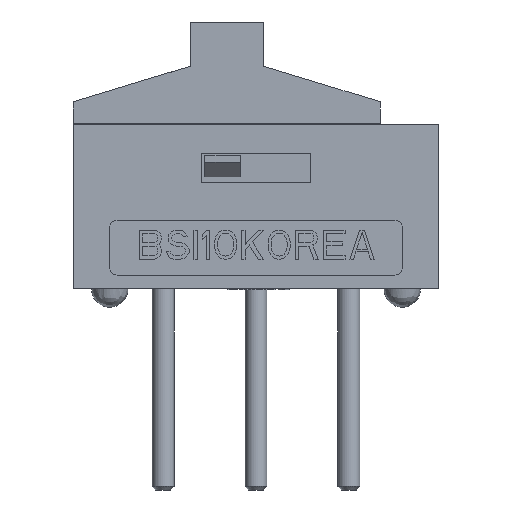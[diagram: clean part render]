
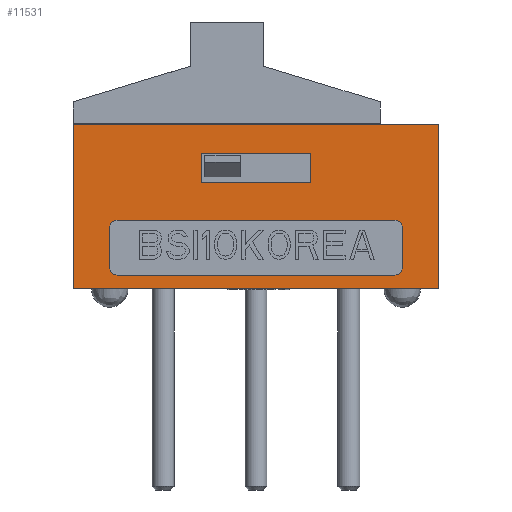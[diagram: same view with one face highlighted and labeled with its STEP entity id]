
A CAD part, front view. The second image highlights one B-rep face of the part: STEP entity #11531.
In plain terms, the highlighted planar face has unit normal (0, -1, 0).
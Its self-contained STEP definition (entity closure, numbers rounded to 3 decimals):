
#73 = VECTOR ( 'NONE', #4140, 1000. ) ;
#250 = LINE ( 'NONE', #7313, #9570 ) ;
#320 = ORIENTED_EDGE ( 'NONE', *, *, #6191, .F. ) ;
#361 = ORIENTED_EDGE ( 'NONE', *, *, #11751, .T. ) ;
#375 = FACE_BOUND ( 'NONE', #1252, .T. ) ;
#394 = CARTESIAN_POINT ( 'NONE',  ( 14.2, -13.95, 5. ) ) ;
#445 = ORIENTED_EDGE ( 'NONE', *, *, #6964, .T. ) ;
#478 = ORIENTED_EDGE ( 'NONE', *, *, #11898, .T. ) ;
#740 = ORIENTED_EDGE ( 'NONE', *, *, #10421, .T. ) ;
#869 = DIRECTION ( 'NONE',  ( 0., 0., 1. ) ) ;
#1046 = VECTOR ( 'NONE', #3360, 1000. ) ;
#1140 = VERTEX_POINT ( 'NONE', #16193 ) ;
#1252 = EDGE_LOOP ( 'NONE', ( #740, #10969, #478, #4656 ) ) ;
#1388 = VERTEX_POINT ( 'NONE', #16932 ) ;
#1476 = ORIENTED_EDGE ( 'NONE', *, *, #9804, .T. ) ;
#1960 = VERTEX_POINT ( 'NONE', #7381 ) ;
#2246 = VECTOR ( 'NONE', #12893, 1000. ) ;
#2505 = CARTESIAN_POINT ( 'NONE',  ( 8.9, -13.95, 3.78 ) ) ;
#2722 = DIRECTION ( 'NONE',  ( 0., 0., -1. ) ) ;
#2794 = LINE ( 'NONE', #6080, #4038 ) ;
#2824 = ORIENTED_EDGE ( 'NONE', *, *, #13041, .T. ) ;
#3139 = FACE_BOUND ( 'NONE', #8816, .T. ) ;
#3256 = VERTEX_POINT ( 'NONE', #20607 ) ;
#3281 = EDGE_CURVE ( 'NONE', #11721, #13625, #3969, .T. ) ;
#3360 = DIRECTION ( 'NONE',  ( 1., 0., 0. ) ) ;
#3593 = VERTEX_POINT ( 'NONE', #8644 ) ;
#3766 = VERTEX_POINT ( 'NONE', #20516 ) ;
#3852 = VECTOR ( 'NONE', #12841, 1000. ) ;
#3884 = LINE ( 'NONE', #10031, #20635 ) ;
#3969 = LINE ( 'NONE', #16108, #9276 ) ;
#4038 = VECTOR ( 'NONE', #2722, 1000. ) ;
#4063 = LINE ( 'NONE', #5016, #1046 ) ;
#4140 = DIRECTION ( 'NONE',  ( -1., 0., 0. ) ) ;
#4206 = CARTESIAN_POINT ( 'NONE',  ( 7.7, -13.95, 2.48 ) ) ;
#4598 = CIRCLE ( 'NONE', #12231, 0.2 ) ;
#4656 = ORIENTED_EDGE ( 'NONE', *, *, #19834, .T. ) ;
#4736 = VECTOR ( 'NONE', #11172, 1000. ) ;
#4862 = LINE ( 'NONE', #7900, #12464 ) ;
#5016 = CARTESIAN_POINT ( 'NONE',  ( 12.7, -13.95, 2.1 ) ) ;
#5657 = CIRCLE ( 'NONE', #17531, 0.2 ) ;
#6006 = CARTESIAN_POINT ( 'NONE',  ( 16.7, -13.95, 2.68 ) ) ;
#6013 = ORIENTED_EDGE ( 'NONE', *, *, #16810, .T. ) ;
#6080 = CARTESIAN_POINT ( 'NONE',  ( 16.7, -13.95, 2.1 ) ) ;
#6156 = EDGE_CURVE ( 'NONE', #3256, #10527, #4862, .T. ) ;
#6163 = EDGE_CURVE ( 'NONE', #14565, #1960, #4598, .T. ) ;
#6191 = EDGE_CURVE ( 'NONE', #3593, #11721, #15990, .T. ) ;
#6337 = CARTESIAN_POINT ( 'NONE',  ( 14.2, -13.95, 2.1 ) ) ;
#6626 = DIRECTION ( 'NONE',  ( 0., 1., 0. ) ) ;
#6704 = FACE_OUTER_BOUND ( 'NONE', #11753, .T. ) ;
#6822 = DIRECTION ( 'NONE',  ( 0., 0., 1. ) ) ;
#6964 = EDGE_CURVE ( 'NONE', #11000, #3766, #250, .T. ) ;
#7313 = CARTESIAN_POINT ( 'NONE',  ( 8.7, -13.95, 2.1 ) ) ;
#7381 = CARTESIAN_POINT ( 'NONE',  ( 16.7, -13.95, 3.78 ) ) ;
#7900 = CARTESIAN_POINT ( 'NONE',  ( 11.2, -13.95, 2.1 ) ) ;
#8112 = VERTEX_POINT ( 'NONE', #394 ) ;
#8164 = CARTESIAN_POINT ( 'NONE',  ( 8.9, -13.95, 2.68 ) ) ;
#8299 = DIRECTION ( 'NONE',  ( 0., 0., 1. ) ) ;
#8644 = CARTESIAN_POINT ( 'NONE',  ( 7.7, -13.95, 6.6 ) ) ;
#8816 = EDGE_LOOP ( 'NONE', ( #2824, #445, #6013, #361, #9313, #1476, #20159, #13246 ) ) ;
#9002 = DIRECTION ( 'NONE',  ( 0., -1., 0. ) ) ;
#9276 = VECTOR ( 'NONE', #14558, 1000. ) ;
#9313 = ORIENTED_EDGE ( 'NONE', *, *, #6163, .T. ) ;
#9570 = VECTOR ( 'NONE', #12328, 1000. ) ;
#9635 = DIRECTION ( 'NONE',  ( 0., 0., 1. ) ) ;
#9804 = EDGE_CURVE ( 'NONE', #1960, #9814, #2794, .T. ) ;
#9814 = VERTEX_POINT ( 'NONE', #6006 ) ;
#9877 = CARTESIAN_POINT ( 'NONE',  ( 11.2, -13.95, 5.8 ) ) ;
#9895 = CARTESIAN_POINT ( 'NONE',  ( 17.7, -13.95, 6.6 ) ) ;
#9907 = CARTESIAN_POINT ( 'NONE',  ( 16.5, -13.95, 3.78 ) ) ;
#9927 = ORIENTED_EDGE ( 'NONE', *, *, #18596, .F. ) ;
#9981 = VERTEX_POINT ( 'NONE', #14815 ) ;
#10031 = CARTESIAN_POINT ( 'NONE',  ( 7.7, -13.95, 5.8 ) ) ;
#10256 = CARTESIAN_POINT ( 'NONE',  ( 16.5, -13.95, 2.68 ) ) ;
#10378 = ORIENTED_EDGE ( 'NONE', *, *, #3281, .F. ) ;
#10418 = AXIS2_PLACEMENT_3D ( 'NONE', #8164, #16317, #19501 ) ;
#10421 = EDGE_CURVE ( 'NONE', #8112, #3256, #16655, .T. ) ;
#10527 = VERTEX_POINT ( 'NONE', #9877 ) ;
#10639 = DIRECTION ( 'NONE',  ( 0., 0., -1. ) ) ;
#10778 = PLANE ( 'NONE',  #20821 ) ;
#10969 = ORIENTED_EDGE ( 'NONE', *, *, #6156, .T. ) ;
#11000 = VERTEX_POINT ( 'NONE', #17598 ) ;
#11172 = DIRECTION ( 'NONE',  ( 0., 0., 1. ) ) ;
#11414 = CARTESIAN_POINT ( 'NONE',  ( 7.7, -13.95, 3.98 ) ) ;
#11531 = ADVANCED_FACE ( 'NONE', ( #375, #3139, #6704 ), #10778, .T. ) ;
#11632 = CARTESIAN_POINT ( 'NONE',  ( 12.7, -13.95, 6.6 ) ) ;
#11674 = VECTOR ( 'NONE', #13188, 1000. ) ;
#11721 = VERTEX_POINT ( 'NONE', #9895 ) ;
#11751 = EDGE_CURVE ( 'NONE', #1388, #14565, #16301, .T. ) ;
#11753 = EDGE_LOOP ( 'NONE', ( #9927, #15827, #10378, #320 ) ) ;
#11898 = EDGE_CURVE ( 'NONE', #10527, #18767, #3884, .T. ) ;
#11916 = CIRCLE ( 'NONE', #10418, 0.2 ) ;
#11950 = EDGE_CURVE ( 'NONE', #9814, #13545, #5657, .T. ) ;
#11960 = LINE ( 'NONE', #4206, #73 ) ;
#12231 = AXIS2_PLACEMENT_3D ( 'NONE', #9907, #6626, #8299 ) ;
#12328 = DIRECTION ( 'NONE',  ( 0., 0., 1. ) ) ;
#12331 = LINE ( 'NONE', #14440, #4736 ) ;
#12464 = VECTOR ( 'NONE', #9635, 1000. ) ;
#12841 = DIRECTION ( 'NONE',  ( 0., 0., -1. ) ) ;
#12893 = DIRECTION ( 'NONE',  ( -1., 0., 0. ) ) ;
#13041 = EDGE_CURVE ( 'NONE', #9981, #11000, #11916, .T. ) ;
#13106 = DIRECTION ( 'NONE',  ( 1., 0., 0. ) ) ;
#13139 = CARTESIAN_POINT ( 'NONE',  ( 14.2, -13.95, 5.8 ) ) ;
#13188 = DIRECTION ( 'NONE',  ( 1., 0., 0. ) ) ;
#13246 = ORIENTED_EDGE ( 'NONE', *, *, #20542, .T. ) ;
#13545 = VERTEX_POINT ( 'NONE', #20492 ) ;
#13625 = VERTEX_POINT ( 'NONE', #14313 ) ;
#14313 = CARTESIAN_POINT ( 'NONE',  ( 17.7, -13.95, 2.1 ) ) ;
#14440 = CARTESIAN_POINT ( 'NONE',  ( 7.7, -13.95, 2.1 ) ) ;
#14558 = DIRECTION ( 'NONE',  ( 0., 0., -1. ) ) ;
#14565 = VERTEX_POINT ( 'NONE', #18802 ) ;
#14815 = CARTESIAN_POINT ( 'NONE',  ( 8.9, -13.95, 2.48 ) ) ;
#15175 = DIRECTION ( 'NONE',  ( 0., 1., 0. ) ) ;
#15827 = ORIENTED_EDGE ( 'NONE', *, *, #16011, .T. ) ;
#15990 = LINE ( 'NONE', #11632, #11674 ) ;
#16011 = EDGE_CURVE ( 'NONE', #1140, #13625, #4063, .T. ) ;
#16108 = CARTESIAN_POINT ( 'NONE',  ( 17.7, -13.95, 2.1 ) ) ;
#16193 = CARTESIAN_POINT ( 'NONE',  ( 7.7, -13.95, 2.1 ) ) ;
#16301 = LINE ( 'NONE', #11414, #17032 ) ;
#16317 = DIRECTION ( 'NONE',  ( 0., 1., 0. ) ) ;
#16486 = DIRECTION ( 'NONE',  ( 0., 1., 0. ) ) ;
#16493 = AXIS2_PLACEMENT_3D ( 'NONE', #2505, #15175, #869 ) ;
#16655 = LINE ( 'NONE', #17898, #2246 ) ;
#16752 = LINE ( 'NONE', #6337, #3852 ) ;
#16810 = EDGE_CURVE ( 'NONE', #3766, #1388, #18428, .T. ) ;
#16932 = CARTESIAN_POINT ( 'NONE',  ( 8.9, -13.95, 3.98 ) ) ;
#17032 = VECTOR ( 'NONE', #13106, 1000. ) ;
#17531 = AXIS2_PLACEMENT_3D ( 'NONE', #10256, #16486, #6822 ) ;
#17598 = CARTESIAN_POINT ( 'NONE',  ( 8.7, -13.95, 2.68 ) ) ;
#17898 = CARTESIAN_POINT ( 'NONE',  ( 7.7, -13.95, 5. ) ) ;
#18422 = DIRECTION ( 'NONE',  ( 1., 0., 0. ) ) ;
#18428 = CIRCLE ( 'NONE', #16493, 0.2 ) ;
#18596 = EDGE_CURVE ( 'NONE', #1140, #3593, #12331, .T. ) ;
#18767 = VERTEX_POINT ( 'NONE', #13139 ) ;
#18802 = CARTESIAN_POINT ( 'NONE',  ( 16.5, -13.95, 3.98 ) ) ;
#19501 = DIRECTION ( 'NONE',  ( 0., 0., 1. ) ) ;
#19834 = EDGE_CURVE ( 'NONE', #18767, #8112, #16752, .T. ) ;
#20159 = ORIENTED_EDGE ( 'NONE', *, *, #11950, .T. ) ;
#20492 = CARTESIAN_POINT ( 'NONE',  ( 16.5, -13.95, 2.48 ) ) ;
#20516 = CARTESIAN_POINT ( 'NONE',  ( 8.7, -13.95, 3.78 ) ) ;
#20542 = EDGE_CURVE ( 'NONE', #13545, #9981, #11960, .T. ) ;
#20607 = CARTESIAN_POINT ( 'NONE',  ( 11.2, -13.95, 5. ) ) ;
#20635 = VECTOR ( 'NONE', #18422, 1000. ) ;
#20667 = CARTESIAN_POINT ( 'NONE',  ( 7.7, -13.95, 2.1 ) ) ;
#20821 = AXIS2_PLACEMENT_3D ( 'NONE', #20667, #9002, #10639 ) ;
